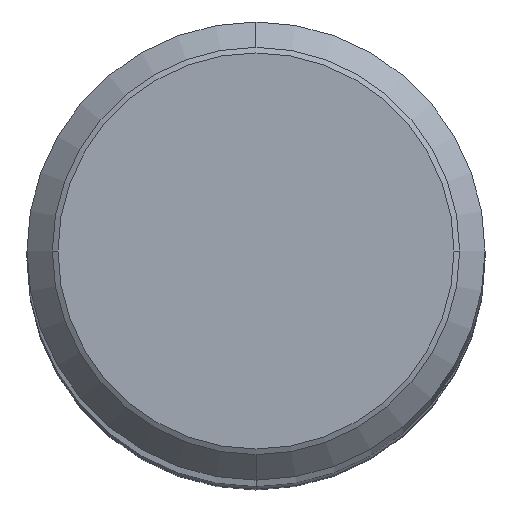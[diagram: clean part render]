
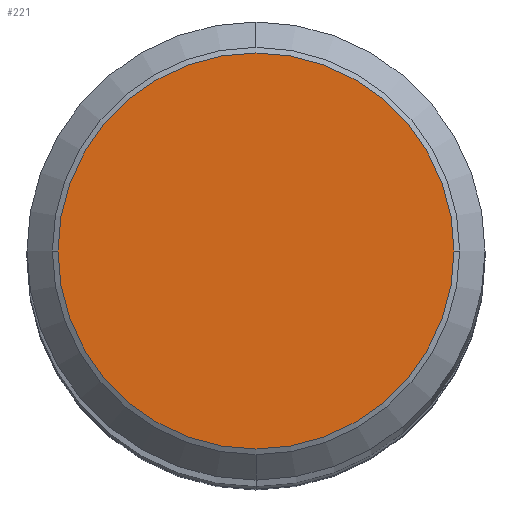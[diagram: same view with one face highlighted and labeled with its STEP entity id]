
A CAD part, top view. The second image highlights one B-rep face of the part: STEP entity #221.
In plain terms, the highlighted planar face has unit normal (0, 0, 1).
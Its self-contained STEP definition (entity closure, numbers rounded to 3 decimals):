
#183=EDGE_CURVE('',#201,#237,#384,.T.);
#189=EDGE_CURVE('',#237,#201,#392,.T.);
#201=VERTEX_POINT('',#405);
#221=ADVANCED_FACE('',(#427),#428,.T.);
#237=VERTEX_POINT('',#446);
#384=CIRCLE('',#605,6.917);
#392=CIRCLE('',#614,6.917);
#405=CARTESIAN_POINT('',(6.917,0.,182.0));
#427=FACE_OUTER_BOUND('',#661,.T.);
#428=PLANE('',#662);
#446=CARTESIAN_POINT('',(-6.917,0.,182.0));
#605=AXIS2_PLACEMENT_3D('',#887,#888,#889);
#614=AXIS2_PLACEMENT_3D('',#907,#908,#909);
#661=EDGE_LOOP('',(#948,#949));
#662=AXIS2_PLACEMENT_3D('',#950,#951,#952);
#887=CARTESIAN_POINT('',(0.,0.0,182.0));
#888=DIRECTION('',(0.0,0.0,1.0));
#889=DIRECTION('',(-1.0,0.,0.0));
#907=CARTESIAN_POINT('',(0.,0.0,182.0));
#908=DIRECTION('',(0.0,0.0,1.0));
#909=DIRECTION('',(-1.0,0.,0.0));
#948=ORIENTED_EDGE('',*,*,#189,.T.);
#949=ORIENTED_EDGE('',*,*,#183,.T.);
#950=CARTESIAN_POINT('',(0.,-3.5,182.0));
#951=DIRECTION('',(0.0,0.0,1.0));
#952=DIRECTION('',(0.,-1.0,0.0));
